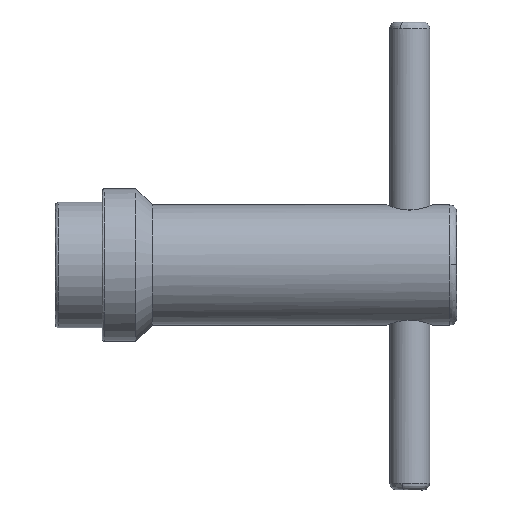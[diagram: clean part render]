
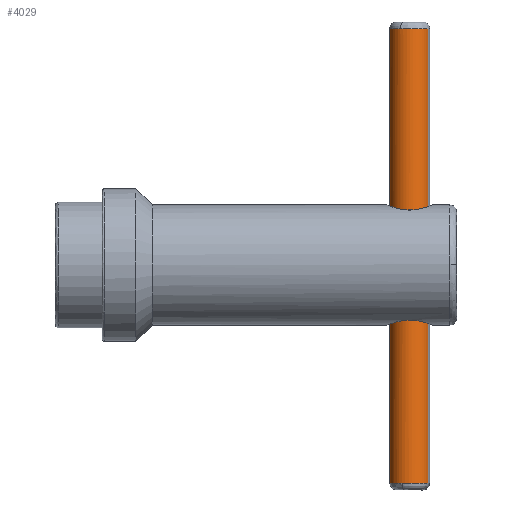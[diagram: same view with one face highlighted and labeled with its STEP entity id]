
A CAD part, left-side view. The second image highlights one B-rep face of the part: STEP entity #4029.
In plain terms, the highlighted cylindrical face has radius 76.2 mm (diameter 152.4 mm), a partial arc.
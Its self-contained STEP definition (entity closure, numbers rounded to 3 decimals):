
#34 = DIRECTION ( 'NONE',  ( 0.417, 0.909, 0. ) ) ;
#77 = ORIENTED_EDGE ( 'NONE', *, *, #2831, .T. ) ;
#220 = VECTOR ( 'NONE', #627, 1000. ) ;
#236 = LINE ( 'NONE', #616, #220 ) ;
#259 = DIRECTION ( 'NONE',  ( 0., 0., -1. ) ) ;
#347 = AXIS2_PLACEMENT_3D ( 'NONE', #2428, #4119, #1119 ) ;
#371 = ORIENTED_EDGE ( 'NONE', *, *, #3990, .T. ) ;
#448 = EDGE_CURVE ( 'NONE', #1918, #2884, #236, .T. ) ;
#487 = VERTEX_POINT ( 'NONE', #674 ) ;
#543 = ORIENTED_EDGE ( 'NONE', *, *, #3608, .F. ) ;
#616 = CARTESIAN_POINT ( 'NONE',  ( 49.776, -493.301, 923.444 ) ) ;
#627 = DIRECTION ( 'NONE',  ( 0., 0., -1. ) ) ;
#674 = CARTESIAN_POINT ( 'NONE',  ( -52.369, -533.289, -829.156 ) ) ;
#834 = DIRECTION ( 'NONE',  ( 0.417, 0.909, 0. ) ) ;
#839 = CIRCLE ( 'NONE', #1712, 76.2 ) ;
#898 = CARTESIAN_POINT ( 'NONE',  ( -49.543, -527.254, 898.044 ) ) ;
#912 = DIRECTION ( 'NONE',  ( 0., 0., -1. ) ) ;
#1043 = CIRCLE ( 'NONE', #3693, 76.2 ) ;
#1063 = CARTESIAN_POINT ( 'NONE',  ( 49.776, -493.301, 898.044 ) ) ;
#1117 = CARTESIAN_POINT ( 'NONE',  ( 17.987, -562.554, 898.044 ) ) ;
#1119 = DIRECTION ( 'NONE',  ( 0.417, 0.909, 0. ) ) ;
#1137 = LINE ( 'NONE', #3201, #1202 ) ;
#1202 = VECTOR ( 'NONE', #3195, 1000. ) ;
#1287 = CIRCLE ( 'NONE', #347, 76.2 ) ;
#1307 = FACE_OUTER_BOUND ( 'NONE', #3364, .T. ) ;
#1331 = CYLINDRICAL_SURFACE ( 'NONE', #3631, 76.2 ) ;
#1395 = CIRCLE ( 'NONE', #2422, 76.2 ) ;
#1497 = ORIENTED_EDGE ( 'NONE', *, *, #4220, .T. ) ;
#1712 = AXIS2_PLACEMENT_3D ( 'NONE', #3461, #3443, #3427 ) ;
#1918 = VERTEX_POINT ( 'NONE', #1063 ) ;
#1926 = VERTEX_POINT ( 'NONE', #898 ) ;
#2035 = CARTESIAN_POINT ( 'NONE',  ( -13.801, -631.807, 898.044 ) ) ;
#2422 = AXIS2_PLACEMENT_3D ( 'NONE', #1117, #912, #834 ) ;
#2428 = CARTESIAN_POINT ( 'NONE',  ( 17.987, -562.554, -829.156 ) ) ;
#2602 = ORIENTED_EDGE ( 'NONE', *, *, #3413, .T. ) ;
#2610 = CARTESIAN_POINT ( 'NONE',  ( 17.987, -562.554, 923.444 ) ) ;
#2720 = VERTEX_POINT ( 'NONE', #2035 ) ;
#2749 = CARTESIAN_POINT ( 'NONE',  ( -13.801, -631.807, -829.156 ) ) ;
#2831 = EDGE_CURVE ( 'NONE', #2884, #487, #839, .T. ) ;
#2884 = VERTEX_POINT ( 'NONE', #3160 ) ;
#3160 = CARTESIAN_POINT ( 'NONE',  ( 49.776, -493.301, -829.156 ) ) ;
#3195 = DIRECTION ( 'NONE',  ( 0., 0., -1. ) ) ;
#3201 = CARTESIAN_POINT ( 'NONE',  ( -13.801, -631.807, 923.444 ) ) ;
#3364 = EDGE_LOOP ( 'NONE', ( #543, #2602, #1497, #3706, #77, #371 ) ) ;
#3413 = EDGE_CURVE ( 'NONE', #2720, #1926, #1043, .T. ) ;
#3427 = DIRECTION ( 'NONE',  ( 0.417, 0.909, 0. ) ) ;
#3443 = DIRECTION ( 'NONE',  ( 0., 0., 1. ) ) ;
#3461 = CARTESIAN_POINT ( 'NONE',  ( 17.987, -562.554, -829.156 ) ) ;
#3476 = VERTEX_POINT ( 'NONE', #2749 ) ;
#3608 = EDGE_CURVE ( 'NONE', #2720, #3476, #1137, .T. ) ;
#3631 = AXIS2_PLACEMENT_3D ( 'NONE', #2610, #259, #34 ) ;
#3693 = AXIS2_PLACEMENT_3D ( 'NONE', #3839, #3822, #3787 ) ;
#3706 = ORIENTED_EDGE ( 'NONE', *, *, #448, .T. ) ;
#3787 = DIRECTION ( 'NONE',  ( 0.417, 0.909, 0. ) ) ;
#3822 = DIRECTION ( 'NONE',  ( 0., 0., -1. ) ) ;
#3839 = CARTESIAN_POINT ( 'NONE',  ( 17.987, -562.554, 898.044 ) ) ;
#3990 = EDGE_CURVE ( 'NONE', #487, #3476, #1287, .T. ) ;
#4029 = ADVANCED_FACE ( 'NONE', ( #1307 ), #1331, .T. ) ;
#4119 = DIRECTION ( 'NONE',  ( 0., 0., 1. ) ) ;
#4220 = EDGE_CURVE ( 'NONE', #1926, #1918, #1395, .T. ) ;
